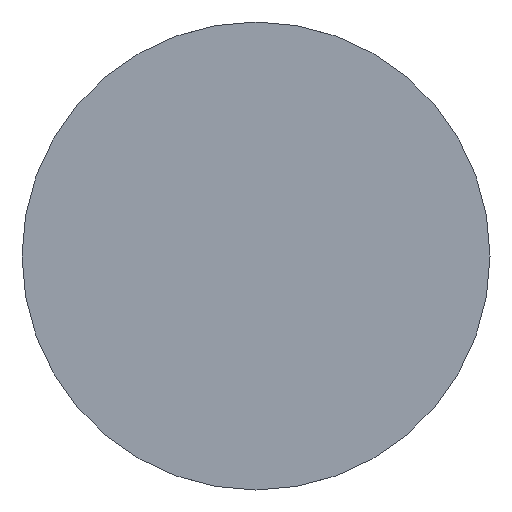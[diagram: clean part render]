
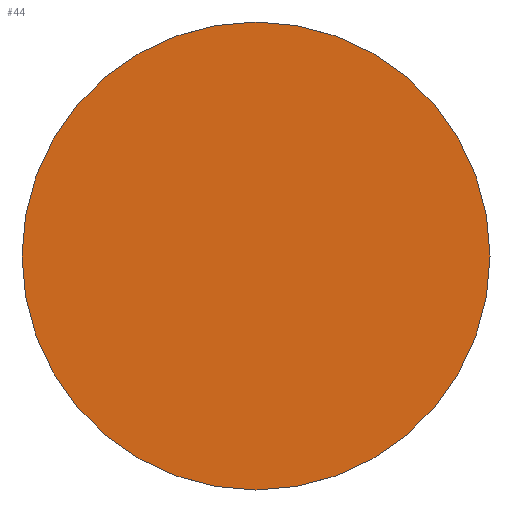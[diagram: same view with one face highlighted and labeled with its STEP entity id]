
A CAD part, front view. The second image highlights one B-rep face of the part: STEP entity #44.
In plain terms, the highlighted planar face has unit normal (0, -1, 0).
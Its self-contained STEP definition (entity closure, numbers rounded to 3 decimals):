
#15=PLANE('',#67);
#17=FACE_OUTER_BOUND('',#20,.T.);
#20=EDGE_LOOP('',(#36,#37));
#22=CIRCLE('',#66,2.75);
#23=CIRCLE('',#68,2.75);
#27=VERTEX_POINT('',#115);
#28=VERTEX_POINT('',#120);
#31=EDGE_CURVE('',#27,#28,#22,.T.);
#32=EDGE_CURVE('',#28,#27,#23,.T.);
#36=ORIENTED_EDGE('',*,*,#32,.T.);
#37=ORIENTED_EDGE('',*,*,#31,.T.);
#44=ADVANCED_FACE('',(#17),#15,.T.);
#66=AXIS2_PLACEMENT_3D('',#128,#71,#72);
#67=AXIS2_PLACEMENT_3D('',#129,#73,#74);
#68=AXIS2_PLACEMENT_3D('',#130,#75,#76);
#71=DIRECTION('center_axis',(0.,-1.,0.));
#72=DIRECTION('ref_axis',(1.,0.,0.));
#73=DIRECTION('center_axis',(0.,-1.,0.));
#74=DIRECTION('ref_axis',(0.,0.,-1.));
#75=DIRECTION('center_axis',(0.,-1.,0.));
#76=DIRECTION('ref_axis',(1.,0.,0.));
#115=CARTESIAN_POINT('',(2.75,2.4,0.));
#120=CARTESIAN_POINT('',(-2.75,2.4,0.));
#128=CARTESIAN_POINT('Origin',(0.,2.4,0.));
#129=CARTESIAN_POINT('Origin',(2.75,2.4,0.));
#130=CARTESIAN_POINT('Origin',(0.,2.4,0.));
